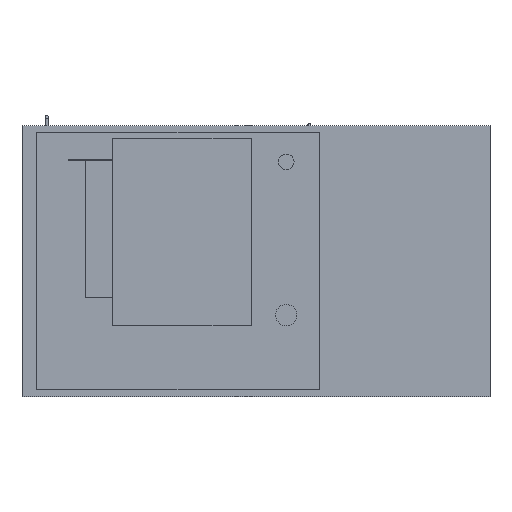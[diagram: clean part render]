
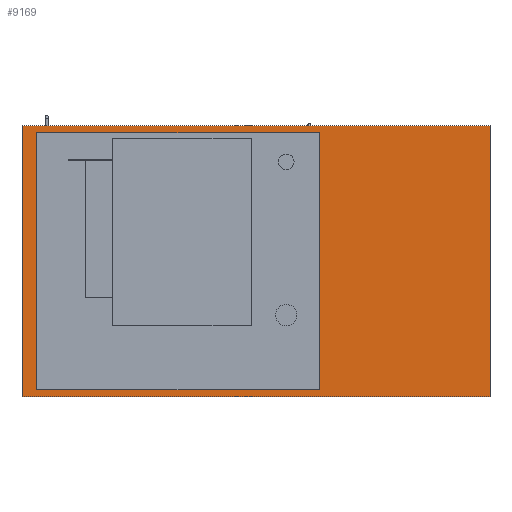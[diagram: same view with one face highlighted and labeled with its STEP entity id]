
A CAD part, front view. The second image highlights one B-rep face of the part: STEP entity #9169.
In plain terms, the highlighted planar face has unit normal (0, -1, 0).
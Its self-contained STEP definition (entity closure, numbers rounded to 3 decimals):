
#481=FACE_BOUND('',#1055,.T.);
#489=FACE_OUTER_BOUND('',#1054,.T.);
#1054=EDGE_LOOP('',(#6050,#6051,#6052,#6053));
#1055=EDGE_LOOP('',(#6054,#6055,#6056,#6057));
#1627=LINE('',#13322,#2726);
#1628=LINE('',#13324,#2727);
#1629=LINE('',#13326,#2728);
#1630=LINE('',#13327,#2729);
#1631=LINE('',#13330,#2730);
#1632=LINE('',#13332,#2731);
#1633=LINE('',#13334,#2732);
#1634=LINE('',#13335,#2733);
#2726=VECTOR('',#10619,10.);
#2727=VECTOR('',#10620,10.);
#2728=VECTOR('',#10621,10.);
#2729=VECTOR('',#10622,10.);
#2730=VECTOR('',#10623,10.);
#2731=VECTOR('',#10624,10.);
#2732=VECTOR('',#10625,10.);
#2733=VECTOR('',#10626,10.);
#3825=VERTEX_POINT('',#13320);
#3826=VERTEX_POINT('',#13321);
#3827=VERTEX_POINT('',#13323);
#3828=VERTEX_POINT('',#13325);
#3829=VERTEX_POINT('',#13328);
#3830=VERTEX_POINT('',#13329);
#3831=VERTEX_POINT('',#13331);
#3832=VERTEX_POINT('',#13333);
#4715=EDGE_CURVE('',#3825,#3826,#1627,.T.);
#4716=EDGE_CURVE('',#3827,#3825,#1628,.T.);
#4717=EDGE_CURVE('',#3828,#3827,#1629,.T.);
#4718=EDGE_CURVE('',#3826,#3828,#1630,.T.);
#4719=EDGE_CURVE('',#3829,#3830,#1631,.T.);
#4720=EDGE_CURVE('',#3831,#3829,#1632,.T.);
#4721=EDGE_CURVE('',#3832,#3831,#1633,.T.);
#4722=EDGE_CURVE('',#3830,#3832,#1634,.T.);
#6050=ORIENTED_EDGE('',*,*,#4715,.F.);
#6051=ORIENTED_EDGE('',*,*,#4716,.F.);
#6052=ORIENTED_EDGE('',*,*,#4717,.F.);
#6053=ORIENTED_EDGE('',*,*,#4718,.F.);
#6054=ORIENTED_EDGE('',*,*,#4719,.F.);
#6055=ORIENTED_EDGE('',*,*,#4720,.F.);
#6056=ORIENTED_EDGE('',*,*,#4721,.F.);
#6057=ORIENTED_EDGE('',*,*,#4722,.F.);
#8720=PLANE('',#9814);
#9169=ADVANCED_FACE('',(#489,#481),#8720,.F.);
#9814=AXIS2_PLACEMENT_3D('',#13319,#10617,#10618);
#10617=DIRECTION('center_axis',(0.,1.,0.));
#10618=DIRECTION('ref_axis',(0.,0.,1.));
#10619=DIRECTION('',(1.,0.,0.));
#10620=DIRECTION('',(0.,0.,1.));
#10621=DIRECTION('',(-1.,0.,0.));
#10622=DIRECTION('',(0.,0.,-1.));
#10623=DIRECTION('',(0.,0.,-1.));
#10624=DIRECTION('',(-1.,0.,0.));
#10625=DIRECTION('',(0.,0.,1.));
#10626=DIRECTION('',(1.,0.,0.));
#13319=CARTESIAN_POINT('Origin',(200.,185.,0.));
#13320=CARTESIAN_POINT('',(-400.,185.,347.5));
#13321=CARTESIAN_POINT('',(800.,185.,347.5));
#13322=CARTESIAN_POINT('',(-400.,185.,347.5));
#13323=CARTESIAN_POINT('',(-400.,185.,-347.5));
#13324=CARTESIAN_POINT('',(-400.,185.,-347.5));
#13325=CARTESIAN_POINT('',(800.,185.,-347.5));
#13326=CARTESIAN_POINT('',(800.,185.,-347.5));
#13327=CARTESIAN_POINT('',(800.,185.,347.5));
#13328=CARTESIAN_POINT('',(-362.5,185.,330.));
#13329=CARTESIAN_POINT('',(-362.5,185.,-330.));
#13330=CARTESIAN_POINT('',(-362.5,185.,-330.));
#13331=CARTESIAN_POINT('',(362.5,185.,330.));
#13332=CARTESIAN_POINT('',(0.,185.,330.));
#13333=CARTESIAN_POINT('',(362.5,185.,-330.));
#13334=CARTESIAN_POINT('',(362.5,185.,-330.));
#13335=CARTESIAN_POINT('',(0.,185.,-330.));
